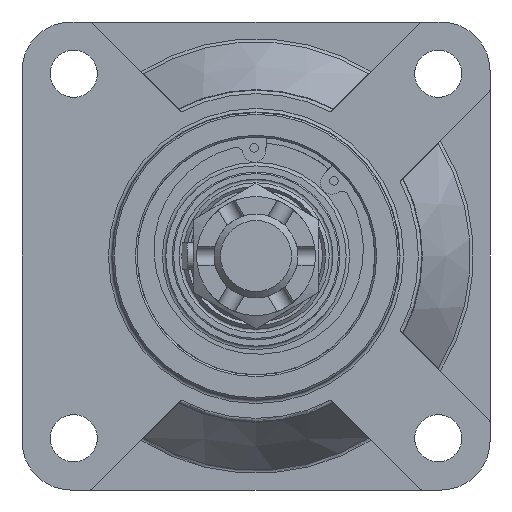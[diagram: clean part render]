
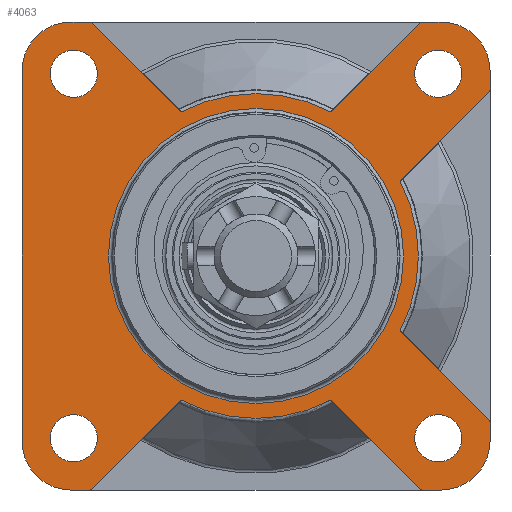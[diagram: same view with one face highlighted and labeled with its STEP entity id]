
A CAD part, left-side view. The second image highlights one B-rep face of the part: STEP entity #4063.
In plain terms, the highlighted planar face has unit normal (-1, 0, 0).
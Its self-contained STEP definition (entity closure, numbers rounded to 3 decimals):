
#478=LINE('',#7052,#692);
#479=LINE('',#7056,#693);
#480=LINE('',#7060,#694);
#481=LINE('',#7064,#695);
#482=LINE('',#7068,#696);
#483=LINE('',#7072,#697);
#484=LINE('',#7076,#698);
#485=LINE('',#7080,#699);
#486=LINE('',#7084,#700);
#487=LINE('',#7088,#701);
#488=LINE('',#7092,#702);
#489=LINE('',#7096,#703);
#490=LINE('',#7100,#704);
#692=VECTOR('',#5576,1000.);
#693=VECTOR('',#5579,1000.);
#694=VECTOR('',#5582,1000.);
#695=VECTOR('',#5585,1000.);
#696=VECTOR('',#5588,1000.);
#697=VECTOR('',#5591,1000.);
#698=VECTOR('',#5594,1000.);
#699=VECTOR('',#5597,1000.);
#700=VECTOR('',#5600,1000.);
#701=VECTOR('',#5603,1000.);
#702=VECTOR('',#5606,1000.);
#703=VECTOR('',#5609,1000.);
#704=VECTOR('',#5612,1000.);
#1504=ORIENTED_EDGE('',*,*,#2192,.F.);
#1505=ORIENTED_EDGE('',*,*,#2193,.F.);
#1506=ORIENTED_EDGE('',*,*,#2194,.F.);
#1507=ORIENTED_EDGE('',*,*,#2195,.F.);
#1508=ORIENTED_EDGE('',*,*,#2196,.F.);
#1509=ORIENTED_EDGE('',*,*,#2197,.F.);
#1510=ORIENTED_EDGE('',*,*,#2198,.F.);
#1511=ORIENTED_EDGE('',*,*,#2199,.F.);
#1512=ORIENTED_EDGE('',*,*,#2200,.F.);
#1513=ORIENTED_EDGE('',*,*,#2201,.F.);
#1514=ORIENTED_EDGE('',*,*,#2202,.F.);
#1515=ORIENTED_EDGE('',*,*,#2203,.F.);
#1516=ORIENTED_EDGE('',*,*,#2204,.F.);
#1517=ORIENTED_EDGE('',*,*,#2205,.F.);
#1518=ORIENTED_EDGE('',*,*,#2206,.F.);
#1519=ORIENTED_EDGE('',*,*,#2207,.F.);
#1520=ORIENTED_EDGE('',*,*,#2208,.F.);
#1521=ORIENTED_EDGE('',*,*,#2209,.F.);
#1522=ORIENTED_EDGE('',*,*,#2210,.F.);
#1523=ORIENTED_EDGE('',*,*,#2211,.F.);
#1524=ORIENTED_EDGE('',*,*,#2212,.F.);
#1525=ORIENTED_EDGE('',*,*,#2213,.F.);
#1526=ORIENTED_EDGE('',*,*,#2214,.F.);
#1527=ORIENTED_EDGE('',*,*,#2215,.F.);
#1528=ORIENTED_EDGE('',*,*,#2216,.F.);
#1529=ORIENTED_EDGE('',*,*,#2217,.F.);
#1530=ORIENTED_EDGE('',*,*,#2218,.T.);
#1531=ORIENTED_EDGE('',*,*,#2219,.T.);
#1532=ORIENTED_EDGE('',*,*,#2220,.T.);
#1533=ORIENTED_EDGE('',*,*,#2221,.T.);
#1534=ORIENTED_EDGE('',*,*,#2222,.T.);
#2192=EDGE_CURVE('',#2623,#2624,#2897,.T.);
#2193=EDGE_CURVE('',#2625,#2623,#478,.T.);
#2194=EDGE_CURVE('',#2626,#2625,#2898,.T.);
#2195=EDGE_CURVE('',#2627,#2626,#479,.T.);
#2196=EDGE_CURVE('',#2628,#2627,#2899,.T.);
#2197=EDGE_CURVE('',#2629,#2628,#480,.T.);
#2198=EDGE_CURVE('',#2630,#2629,#2900,.T.);
#2199=EDGE_CURVE('',#2631,#2630,#481,.T.);
#2200=EDGE_CURVE('',#2632,#2631,#2901,.T.);
#2201=EDGE_CURVE('',#2633,#2632,#482,.T.);
#2202=EDGE_CURVE('',#2634,#2633,#2902,.T.);
#2203=EDGE_CURVE('',#2635,#2634,#483,.T.);
#2204=EDGE_CURVE('',#2636,#2635,#2903,.T.);
#2205=EDGE_CURVE('',#2637,#2636,#484,.T.);
#2206=EDGE_CURVE('',#2638,#2637,#2904,.T.);
#2207=EDGE_CURVE('',#2639,#2638,#485,.T.);
#2208=EDGE_CURVE('',#2640,#2639,#2905,.T.);
#2209=EDGE_CURVE('',#2641,#2640,#486,.T.);
#2210=EDGE_CURVE('',#2642,#2641,#2906,.T.);
#2211=EDGE_CURVE('',#2643,#2642,#487,.T.);
#2212=EDGE_CURVE('',#2644,#2643,#2907,.T.);
#2213=EDGE_CURVE('',#2645,#2644,#488,.T.);
#2214=EDGE_CURVE('',#2646,#2645,#2908,.T.);
#2215=EDGE_CURVE('',#2647,#2646,#489,.T.);
#2216=EDGE_CURVE('',#2648,#2647,#2909,.T.);
#2217=EDGE_CURVE('',#2624,#2648,#490,.T.);
#2218=EDGE_CURVE('',#2649,#2649,#2910,.T.);
#2219=EDGE_CURVE('',#2650,#2650,#2911,.T.);
#2220=EDGE_CURVE('',#2651,#2651,#2912,.T.);
#2221=EDGE_CURVE('',#2652,#2652,#2913,.T.);
#2222=EDGE_CURVE('',#2653,#2653,#2914,.T.);
#2623=VERTEX_POINT('',#7050);
#2624=VERTEX_POINT('',#7051);
#2625=VERTEX_POINT('',#7053);
#2626=VERTEX_POINT('',#7055);
#2627=VERTEX_POINT('',#7057);
#2628=VERTEX_POINT('',#7059);
#2629=VERTEX_POINT('',#7061);
#2630=VERTEX_POINT('',#7063);
#2631=VERTEX_POINT('',#7065);
#2632=VERTEX_POINT('',#7067);
#2633=VERTEX_POINT('',#7069);
#2634=VERTEX_POINT('',#7071);
#2635=VERTEX_POINT('',#7073);
#2636=VERTEX_POINT('',#7075);
#2637=VERTEX_POINT('',#7077);
#2638=VERTEX_POINT('',#7079);
#2639=VERTEX_POINT('',#7081);
#2640=VERTEX_POINT('',#7083);
#2641=VERTEX_POINT('',#7085);
#2642=VERTEX_POINT('',#7087);
#2643=VERTEX_POINT('',#7089);
#2644=VERTEX_POINT('',#7091);
#2645=VERTEX_POINT('',#7093);
#2646=VERTEX_POINT('',#7095);
#2647=VERTEX_POINT('',#7097);
#2648=VERTEX_POINT('',#7099);
#2649=VERTEX_POINT('',#7102);
#2650=VERTEX_POINT('',#7104);
#2651=VERTEX_POINT('',#7106);
#2652=VERTEX_POINT('',#7108);
#2653=VERTEX_POINT('',#7110);
#2897=CIRCLE('',#4558,46.5);
#2898=CIRCLE('',#4559,1.);
#2899=CIRCLE('',#4560,14.);
#2900=CIRCLE('',#4561,14.);
#2901=CIRCLE('',#4562,1.);
#2902=CIRCLE('',#4563,46.5);
#2903=CIRCLE('',#4564,1.);
#2904=CIRCLE('',#4565,14.);
#2905=CIRCLE('',#4566,1.);
#2906=CIRCLE('',#4567,46.5);
#2907=CIRCLE('',#4568,1.);
#2908=CIRCLE('',#4569,14.);
#2909=CIRCLE('',#4570,1.);
#2910=CIRCLE('',#4571,6.75);
#2911=CIRCLE('',#4572,6.75);
#2912=CIRCLE('',#4573,6.75);
#2913=CIRCLE('',#4574,6.75);
#2914=CIRCLE('',#4575,42.25);
#3252=EDGE_LOOP('',(#1504,#1505,#1506,#1507,#1508,#1509,#1510,#1511,#1512,
#1513,#1514,#1515,#1516,#1517,#1518,#1519,#1520,#1521,#1522,#1523,#1524,
#1525,#1526,#1527,#1528,#1529));
#3253=EDGE_LOOP('',(#1530));
#3254=EDGE_LOOP('',(#1531));
#3255=EDGE_LOOP('',(#1532));
#3256=EDGE_LOOP('',(#1533));
#3257=EDGE_LOOP('',(#1534));
#3651=FACE_BOUND('',#3252,.T.);
#3652=FACE_BOUND('',#3253,.T.);
#3653=FACE_BOUND('',#3254,.T.);
#3654=FACE_BOUND('',#3255,.T.);
#3655=FACE_BOUND('',#3256,.T.);
#3656=FACE_BOUND('',#3257,.T.);
#3860=PLANE('',#4557);
#4063=ADVANCED_FACE('',(#3651,#3652,#3653,#3654,#3655,#3656),#3860,.F.);
#4557=AXIS2_PLACEMENT_3D('',#7048,#5572,#5573);
#4558=AXIS2_PLACEMENT_3D('',#7049,#5574,#5575);
#4559=AXIS2_PLACEMENT_3D('',#7054,#5577,#5578);
#4560=AXIS2_PLACEMENT_3D('',#7058,#5580,#5581);
#4561=AXIS2_PLACEMENT_3D('',#7062,#5583,#5584);
#4562=AXIS2_PLACEMENT_3D('',#7066,#5586,#5587);
#4563=AXIS2_PLACEMENT_3D('',#7070,#5589,#5590);
#4564=AXIS2_PLACEMENT_3D('',#7074,#5592,#5593);
#4565=AXIS2_PLACEMENT_3D('',#7078,#5595,#5596);
#4566=AXIS2_PLACEMENT_3D('',#7082,#5598,#5599);
#4567=AXIS2_PLACEMENT_3D('',#7086,#5601,#5602);
#4568=AXIS2_PLACEMENT_3D('',#7090,#5604,#5605);
#4569=AXIS2_PLACEMENT_3D('',#7094,#5607,#5608);
#4570=AXIS2_PLACEMENT_3D('',#7098,#5610,#5611);
#4571=AXIS2_PLACEMENT_3D('',#7101,#5613,#5614);
#4572=AXIS2_PLACEMENT_3D('',#7103,#5615,#5616);
#4573=AXIS2_PLACEMENT_3D('',#7105,#5617,#5618);
#4574=AXIS2_PLACEMENT_3D('',#7107,#5619,#5620);
#4575=AXIS2_PLACEMENT_3D('',#7109,#5621,#5622);
#5572=DIRECTION('',(1.,0.,0.));
#5573=DIRECTION('',(0.,0.,-1.));
#5574=DIRECTION('',(1.,0.,0.));
#5575=DIRECTION('',(0.,0.,-1.));
#5576=DIRECTION('',(0.,-0.707,0.707));
#5577=DIRECTION('',(1.,0.,0.));
#5578=DIRECTION('',(0.,0.,-1.));
#5579=DIRECTION('',(0.,0.,1.));
#5580=DIRECTION('',(1.,0.,0.));
#5581=DIRECTION('',(0.,0.,-1.));
#5582=DIRECTION('',(0.,1.,0.));
#5583=DIRECTION('',(1.,0.,0.));
#5584=DIRECTION('',(0.,0.,-1.));
#5585=DIRECTION('',(0.,0.,-1.));
#5586=DIRECTION('',(1.,0.,0.));
#5587=DIRECTION('',(0.,0.,-1.));
#5588=DIRECTION('',(0.,-0.707,-0.707));
#5589=DIRECTION('',(1.,0.,0.));
#5590=DIRECTION('',(0.,0.,-1.));
#5591=DIRECTION('',(0.,0.707,-0.707));
#5592=DIRECTION('',(1.,0.,0.));
#5593=DIRECTION('',(0.,0.,-1.));
#5594=DIRECTION('',(0.,0.,-1.));
#5595=DIRECTION('',(1.,0.,0.));
#5596=DIRECTION('',(0.,0.,-1.));
#5597=DIRECTION('',(0.,-1.,0.));
#5598=DIRECTION('',(1.,0.,0.));
#5599=DIRECTION('',(0.,0.,-1.));
#5600=DIRECTION('',(0.,-0.707,0.707));
#5601=DIRECTION('',(1.,0.,0.));
#5602=DIRECTION('',(0.,0.,-1.));
#5603=DIRECTION('',(0.,-0.707,-0.707));
#5604=DIRECTION('',(1.,0.,0.));
#5605=DIRECTION('',(0.,0.,-1.));
#5606=DIRECTION('',(0.,-1.,0.));
#5607=DIRECTION('',(1.,0.,0.));
#5608=DIRECTION('',(0.,0.,-1.));
#5609=DIRECTION('',(0.,0.,1.));
#5610=DIRECTION('',(1.,0.,0.));
#5611=DIRECTION('',(0.,0.,-1.));
#5612=DIRECTION('',(0.,0.707,0.707));
#5613=DIRECTION('',(1.,0.,0.));
#5614=DIRECTION('',(0.,0.,-1.));
#5615=DIRECTION('',(1.,0.,0.));
#5616=DIRECTION('',(0.,0.,-1.));
#5617=DIRECTION('',(1.,0.,0.));
#5618=DIRECTION('',(0.,0.,-1.));
#5619=DIRECTION('',(1.,0.,0.));
#5620=DIRECTION('',(0.,0.,-1.));
#5621=DIRECTION('',(1.,0.,0.));
#5622=DIRECTION('',(0.,0.,-1.));
#7048=CARTESIAN_POINT('',(0.,53.,53.));
#7049=CARTESIAN_POINT('',(0.,0.,0.));
#7050=CARTESIAN_POINT('',(0.,41.255,-21.455));
#7051=CARTESIAN_POINT('',(0.,41.255,21.455));
#7052=CARTESIAN_POINT('',(0.,66.707,-46.907));
#7053=CARTESIAN_POINT('',(0.,66.707,-46.907));
#7054=CARTESIAN_POINT('',(0.,66.,-47.614));
#7055=CARTESIAN_POINT('',(0.,67.,-47.614));
#7056=CARTESIAN_POINT('',(0.,67.,-53.));
#7057=CARTESIAN_POINT('',(0.,67.,-53.));
#7058=CARTESIAN_POINT('',(0.,53.,-53.));
#7059=CARTESIAN_POINT('',(0.,53.,-67.));
#7060=CARTESIAN_POINT('',(0.,-53.,-67.));
#7061=CARTESIAN_POINT('',(0.,-53.,-67.));
#7062=CARTESIAN_POINT('',(0.,-53.,-53.));
#7063=CARTESIAN_POINT('',(0.,-67.,-53.));
#7064=CARTESIAN_POINT('',(0.,-67.,53.));
#7065=CARTESIAN_POINT('',(0.,-67.,-47.614));
#7066=CARTESIAN_POINT('',(0.,-66.,-47.614));
#7067=CARTESIAN_POINT('',(0.,-66.707,-46.907));
#7068=CARTESIAN_POINT('',(0.,-40.141,-20.341));
#7069=CARTESIAN_POINT('',(0.,-41.255,-21.455));
#7070=CARTESIAN_POINT('',(0.,0.,0.));
#7071=CARTESIAN_POINT('',(0.,-41.255,21.455));
#7072=CARTESIAN_POINT('',(0.,-66.707,46.907));
#7073=CARTESIAN_POINT('',(0.,-66.707,46.907));
#7074=CARTESIAN_POINT('',(0.,-66.,47.614));
#7075=CARTESIAN_POINT('',(0.,-67.,47.614));
#7076=CARTESIAN_POINT('',(0.,-67.,53.));
#7077=CARTESIAN_POINT('',(0.,-67.,53.));
#7078=CARTESIAN_POINT('',(0.,-53.,53.));
#7079=CARTESIAN_POINT('',(0.,-53.,67.));
#7080=CARTESIAN_POINT('',(0.,53.,67.));
#7081=CARTESIAN_POINT('',(0.,-47.614,67.));
#7082=CARTESIAN_POINT('',(0.,-47.614,66.));
#7083=CARTESIAN_POINT('',(0.,-46.907,66.707));
#7084=CARTESIAN_POINT('',(0.,-20.341,40.141));
#7085=CARTESIAN_POINT('',(0.,-21.455,41.255));
#7086=CARTESIAN_POINT('',(0.,0.,0.));
#7087=CARTESIAN_POINT('',(0.,21.455,41.255));
#7088=CARTESIAN_POINT('',(0.,46.907,66.707));
#7089=CARTESIAN_POINT('',(0.,46.907,66.707));
#7090=CARTESIAN_POINT('',(0.,47.614,66.));
#7091=CARTESIAN_POINT('',(0.,47.614,67.));
#7092=CARTESIAN_POINT('',(0.,53.,67.));
#7093=CARTESIAN_POINT('',(0.,53.,67.));
#7094=CARTESIAN_POINT('',(0.,53.,53.));
#7095=CARTESIAN_POINT('',(0.,67.,53.));
#7096=CARTESIAN_POINT('',(0.,67.,-53.));
#7097=CARTESIAN_POINT('',(0.,67.,47.614));
#7098=CARTESIAN_POINT('',(0.,66.,47.614));
#7099=CARTESIAN_POINT('',(0.,66.707,46.907));
#7100=CARTESIAN_POINT('',(0.,40.141,20.341));
#7101=CARTESIAN_POINT('',(0.,52.184,-52.184));
#7102=CARTESIAN_POINT('',(0.,52.184,-58.934));
#7103=CARTESIAN_POINT('',(0.,-52.184,-52.184));
#7104=CARTESIAN_POINT('',(0.,-52.184,-58.934));
#7105=CARTESIAN_POINT('',(0.,-52.184,52.184));
#7106=CARTESIAN_POINT('',(0.,-52.184,45.434));
#7107=CARTESIAN_POINT('',(0.,52.184,52.184));
#7108=CARTESIAN_POINT('',(0.,52.184,45.434));
#7109=CARTESIAN_POINT('',(0.,0.,0.));
#7110=CARTESIAN_POINT('',(0.,0.,-42.25));
